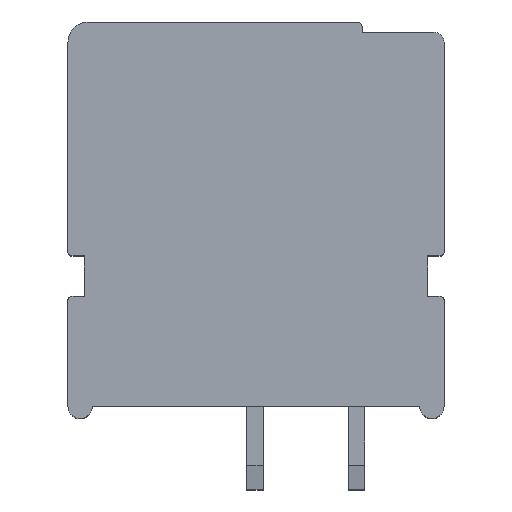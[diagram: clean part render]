
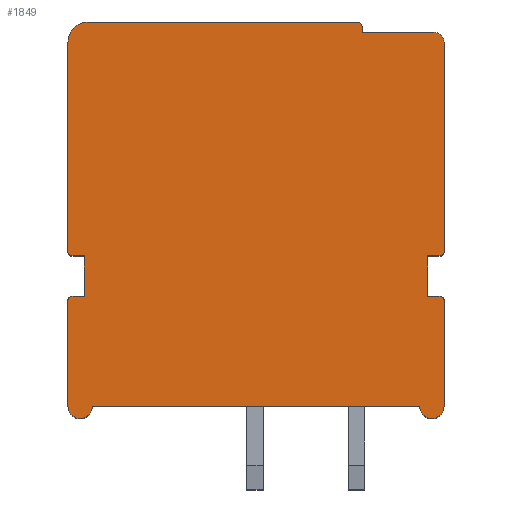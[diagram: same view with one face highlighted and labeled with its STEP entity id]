
A CAD part, top view. The second image highlights one B-rep face of the part: STEP entity #1849.
In plain terms, the highlighted planar face has unit normal (0, 0, 1).
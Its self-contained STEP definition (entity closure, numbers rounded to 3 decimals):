
#338=CARTESIAN_POINT('',(8.75,8.75,4.7));
#339=DIRECTION('',(0.,0.,1.));
#340=DIRECTION('',(1.,0.,0.));
#341=AXIS2_PLACEMENT_3D('',#338,#339,#340);
#343=DIRECTION('',(0.,1.,0.));
#344=VECTOR('',#343,10.3);
#345=CARTESIAN_POINT('',(9.25,-1.55,4.7));
#346=LINE('',#345,#344);
#347=CARTESIAN_POINT('',(9.05,-1.55,4.7));
#348=DIRECTION('',(0.,0.,1.));
#349=DIRECTION('',(0.,-1.,0.));
#350=AXIS2_PLACEMENT_3D('',#347,#348,#349);
#352=DIRECTION('',(1.,0.,0.));
#353=VECTOR('',#352,0.6);
#354=CARTESIAN_POINT('',(8.45,-1.75,4.7));
#355=LINE('',#354,#353);
#356=DIRECTION('',(0.,1.,0.));
#357=VECTOR('',#356,2.);
#358=CARTESIAN_POINT('',(8.45,-3.75,4.7));
#359=LINE('',#358,#357);
#360=DIRECTION('',(-1.,0.,0.));
#361=VECTOR('',#360,0.6);
#362=CARTESIAN_POINT('',(9.05,-3.75,4.7));
#363=LINE('',#362,#361);
#364=CARTESIAN_POINT('',(9.05,-3.95,4.7));
#365=DIRECTION('',(0.,0.,1.));
#366=DIRECTION('',(1.,0.,0.));
#367=AXIS2_PLACEMENT_3D('',#364,#365,#366);
#369=DIRECTION('',(0.,1.,0.));
#370=VECTOR('',#369,5.2);
#371=CARTESIAN_POINT('',(9.25,-9.15,4.7));
#372=LINE('',#371,#370);
#373=CARTESIAN_POINT('',(8.65,-9.15,4.7));
#374=DIRECTION('',(0.,0.,1.));
#375=DIRECTION('',(-1.,0.,0.));
#376=AXIS2_PLACEMENT_3D('',#373,#374,#375);
#378=DIRECTION('',(1.,0.,0.));
#379=VECTOR('',#378,16.1);
#380=CARTESIAN_POINT('',(-8.05,-9.15,4.7));
#381=LINE('',#380,#379);
#382=CARTESIAN_POINT('',(-8.65,-9.15,4.7));
#383=DIRECTION('',(0.,0.,1.));
#384=DIRECTION('',(-1.,0.,0.));
#385=AXIS2_PLACEMENT_3D('',#382,#383,#384);
#387=DIRECTION('',(0.,-1.,0.));
#388=VECTOR('',#387,5.2);
#389=CARTESIAN_POINT('',(-9.25,-3.95,4.7));
#390=LINE('',#389,#388);
#391=CARTESIAN_POINT('',(-9.05,-3.95,4.7));
#392=DIRECTION('',(0.,0.,1.));
#393=DIRECTION('',(0.,1.,0.));
#394=AXIS2_PLACEMENT_3D('',#391,#392,#393);
#396=DIRECTION('',(-1.,0.,0.));
#397=VECTOR('',#396,0.6);
#398=CARTESIAN_POINT('',(-8.45,-3.75,4.7));
#399=LINE('',#398,#397);
#400=DIRECTION('',(0.,-1.,0.));
#401=VECTOR('',#400,2.);
#402=CARTESIAN_POINT('',(-8.45,-1.75,4.7));
#403=LINE('',#402,#401);
#404=DIRECTION('',(1.,0.,0.));
#405=VECTOR('',#404,0.6);
#406=CARTESIAN_POINT('',(-9.05,-1.75,4.7));
#407=LINE('',#406,#405);
#408=CARTESIAN_POINT('',(-9.05,-1.55,4.7));
#409=DIRECTION('',(0.,0.,1.));
#410=DIRECTION('',(-1.,0.,0.));
#411=AXIS2_PLACEMENT_3D('',#408,#409,#410);
#413=DIRECTION('',(0.,-1.,0.));
#414=VECTOR('',#413,10.3);
#415=CARTESIAN_POINT('',(-9.25,8.75,4.7));
#416=LINE('',#415,#414);
#417=CARTESIAN_POINT('',(-8.25,8.75,4.7));
#418=DIRECTION('',(0.,0.,1.));
#419=DIRECTION('',(0.,1.,0.));
#420=AXIS2_PLACEMENT_3D('',#417,#418,#419);
#422=DIRECTION('',(-1.,0.,0.));
#423=VECTOR('',#422,13.2);
#424=CARTESIAN_POINT('',(4.95,9.75,4.7));
#425=LINE('',#424,#423);
#426=CARTESIAN_POINT('',(4.95,9.45,4.7));
#427=DIRECTION('',(0.,0.,1.));
#428=DIRECTION('',(1.,0.,0.));
#429=AXIS2_PLACEMENT_3D('',#426,#427,#428);
#431=DIRECTION('',(0.,1.,0.));
#432=VECTOR('',#431,0.2);
#433=CARTESIAN_POINT('',(5.25,9.25,4.7));
#434=LINE('',#433,#432);
#435=DIRECTION('',(-1.,0.,0.));
#436=VECTOR('',#435,3.5);
#437=CARTESIAN_POINT('',(8.75,9.25,4.7));
#438=LINE('',#437,#436);
#1073=CARTESIAN_POINT('',(9.25,8.75,4.7));
#1074=CARTESIAN_POINT('',(8.75,9.25,4.7));
#1075=VERTEX_POINT('',#1073);
#1076=VERTEX_POINT('',#1074);
#1077=CARTESIAN_POINT('',(5.25,9.25,4.7));
#1078=VERTEX_POINT('',#1077);
#1079=CARTESIAN_POINT('',(5.25,9.45,4.7));
#1080=VERTEX_POINT('',#1079);
#1081=CARTESIAN_POINT('',(4.95,9.75,4.7));
#1082=VERTEX_POINT('',#1081);
#1083=CARTESIAN_POINT('',(-8.25,9.75,4.7));
#1084=VERTEX_POINT('',#1083);
#1085=CARTESIAN_POINT('',(-9.25,8.75,4.7));
#1086=VERTEX_POINT('',#1085);
#1087=CARTESIAN_POINT('',(-9.25,-1.55,4.7));
#1088=VERTEX_POINT('',#1087);
#1089=CARTESIAN_POINT('',(-9.05,-1.75,4.7));
#1090=VERTEX_POINT('',#1089);
#1091=CARTESIAN_POINT('',(-8.45,-1.75,4.7));
#1092=VERTEX_POINT('',#1091);
#1093=CARTESIAN_POINT('',(-8.45,-3.75,4.7));
#1094=VERTEX_POINT('',#1093);
#1095=CARTESIAN_POINT('',(-9.05,-3.75,4.7));
#1096=VERTEX_POINT('',#1095);
#1097=CARTESIAN_POINT('',(-9.25,-3.95,4.7));
#1098=VERTEX_POINT('',#1097);
#1099=CARTESIAN_POINT('',(-9.25,-9.15,4.7));
#1100=VERTEX_POINT('',#1099);
#1101=CARTESIAN_POINT('',(-8.05,-9.15,4.7));
#1102=VERTEX_POINT('',#1101);
#1103=CARTESIAN_POINT('',(8.05,-9.15,4.7));
#1104=VERTEX_POINT('',#1103);
#1105=CARTESIAN_POINT('',(9.25,-9.15,4.7));
#1106=VERTEX_POINT('',#1105);
#1107=CARTESIAN_POINT('',(9.25,-3.95,4.7));
#1108=VERTEX_POINT('',#1107);
#1109=CARTESIAN_POINT('',(9.05,-3.75,4.7));
#1110=VERTEX_POINT('',#1109);
#1111=CARTESIAN_POINT('',(8.45,-3.75,4.7));
#1112=VERTEX_POINT('',#1111);
#1113=CARTESIAN_POINT('',(8.45,-1.75,4.7));
#1114=VERTEX_POINT('',#1113);
#1115=CARTESIAN_POINT('',(9.05,-1.75,4.7));
#1116=VERTEX_POINT('',#1115);
#1117=CARTESIAN_POINT('',(9.25,-1.55,4.7));
#1118=VERTEX_POINT('',#1117);
#1819=CARTESIAN_POINT('',(0.,0.,4.7));
#1820=DIRECTION('',(0.,0.,1.));
#1821=DIRECTION('',(1.,0.,0.));
#1822=AXIS2_PLACEMENT_3D('',#1819,#1820,#1821);
#1823=PLANE('',#1822);
#1824=ORIENTED_EDGE('',*,*,#1413,.F.);
#1825=ORIENTED_EDGE('',*,*,#1428,.F.);
#1826=ORIENTED_EDGE('',*,*,#1442,.F.);
#1827=ORIENTED_EDGE('',*,*,#1456,.F.);
#1828=ORIENTED_EDGE('',*,*,#1470,.F.);
#1829=ORIENTED_EDGE('',*,*,#1484,.F.);
#1830=ORIENTED_EDGE('',*,*,#1498,.F.);
#1831=ORIENTED_EDGE('',*,*,#1512,.F.);
#1832=ORIENTED_EDGE('',*,*,#1526,.F.);
#1833=ORIENTED_EDGE('',*,*,#1540,.F.);
#1834=ORIENTED_EDGE('',*,*,#1594,.F.);
#1835=ORIENTED_EDGE('',*,*,#1608,.F.);
#1836=ORIENTED_EDGE('',*,*,#1622,.F.);
#1837=ORIENTED_EDGE('',*,*,#1636,.F.);
#1838=ORIENTED_EDGE('',*,*,#1650,.F.);
#1839=ORIENTED_EDGE('',*,*,#1664,.F.);
#1840=ORIENTED_EDGE('',*,*,#1678,.F.);
#1841=ORIENTED_EDGE('',*,*,#1692,.F.);
#1842=ORIENTED_EDGE('',*,*,#1706,.F.);
#1843=ORIENTED_EDGE('',*,*,#1720,.F.);
#1844=ORIENTED_EDGE('',*,*,#1766,.F.);
#1845=ORIENTED_EDGE('',*,*,#1780,.F.);
#1846=ORIENTED_EDGE('',*,*,#1793,.F.);
#1847=EDGE_LOOP('',(#1824,#1825,#1826,#1827,#1828,#1829,#1830,#1831,#1832,#1833,
#1834,#1835,#1836,#1837,#1838,#1839,#1840,#1841,#1842,#1843,#1844,#1845,#1846));
#1848=FACE_OUTER_BOUND('',#1847,.F.);
#342=CIRCLE('',#341,0.5);
#351=CIRCLE('',#350,0.2);
#368=CIRCLE('',#367,0.2);
#377=CIRCLE('',#376,0.6);
#386=CIRCLE('',#385,0.6);
#395=CIRCLE('',#394,0.2);
#412=CIRCLE('',#411,0.2);
#421=CIRCLE('',#420,1.);
#430=CIRCLE('',#429,0.3);
#1413=EDGE_CURVE('',#1075,#1076,#342,.T.);
#1428=EDGE_CURVE('',#1118,#1075,#346,.T.);
#1442=EDGE_CURVE('',#1116,#1118,#351,.T.);
#1456=EDGE_CURVE('',#1114,#1116,#355,.T.);
#1470=EDGE_CURVE('',#1112,#1114,#359,.T.);
#1484=EDGE_CURVE('',#1110,#1112,#363,.T.);
#1498=EDGE_CURVE('',#1108,#1110,#368,.T.);
#1512=EDGE_CURVE('',#1106,#1108,#372,.T.);
#1526=EDGE_CURVE('',#1104,#1106,#377,.T.);
#1540=EDGE_CURVE('',#1102,#1104,#381,.T.);
#1594=EDGE_CURVE('',#1100,#1102,#386,.T.);
#1608=EDGE_CURVE('',#1098,#1100,#390,.T.);
#1622=EDGE_CURVE('',#1096,#1098,#395,.T.);
#1636=EDGE_CURVE('',#1094,#1096,#399,.T.);
#1650=EDGE_CURVE('',#1092,#1094,#403,.T.);
#1664=EDGE_CURVE('',#1090,#1092,#407,.T.);
#1678=EDGE_CURVE('',#1088,#1090,#412,.T.);
#1692=EDGE_CURVE('',#1086,#1088,#416,.T.);
#1706=EDGE_CURVE('',#1084,#1086,#421,.T.);
#1720=EDGE_CURVE('',#1082,#1084,#425,.T.);
#1766=EDGE_CURVE('',#1080,#1082,#430,.T.);
#1780=EDGE_CURVE('',#1078,#1080,#434,.T.);
#1793=EDGE_CURVE('',#1076,#1078,#438,.T.);
#1849=ADVANCED_FACE('',(#1848),#1823,.T.);
